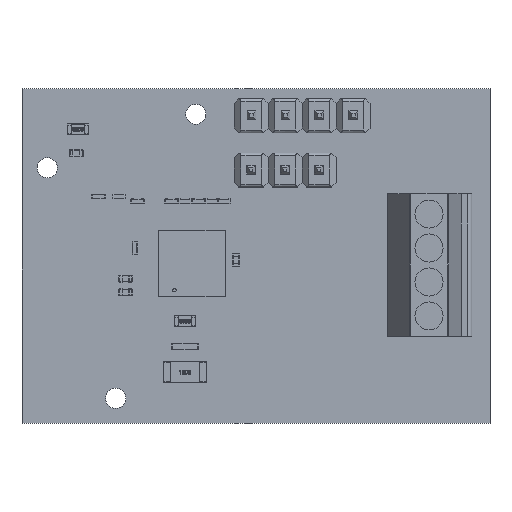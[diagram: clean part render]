
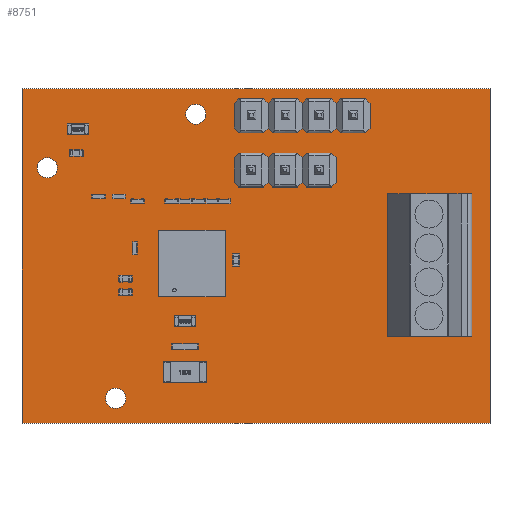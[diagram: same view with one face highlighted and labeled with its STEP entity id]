
A CAD part, top view. The second image highlights one B-rep face of the part: STEP entity #8751.
In plain terms, the highlighted planar face has unit normal (0, 0, 1).
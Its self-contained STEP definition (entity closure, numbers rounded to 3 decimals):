
#2646=CIRCLE($,#6997,0.75);
#2647=CIRCLE($,#6998,0.75);
#2650=CIRCLE($,#7003,0.75);
#2651=CIRCLE($,#7004,0.75);
#2654=CIRCLE($,#7009,0.75);
#2655=CIRCLE($,#7010,0.75);
#2658=CIRCLE($,#7015,0.508);
#2659=CIRCLE($,#7016,0.508);
#2662=CIRCLE($,#7021,0.508);
#2663=CIRCLE($,#7022,0.508);
#2666=CIRCLE($,#7027,0.508);
#2667=CIRCLE($,#7028,0.508);
#2670=CIRCLE($,#7033,0.508);
#2671=CIRCLE($,#7034,0.508);
#2674=CIRCLE($,#7039,0.55);
#2675=CIRCLE($,#7040,0.55);
#2678=CIRCLE($,#7045,0.55);
#2679=CIRCLE($,#7046,0.55);
#2682=CIRCLE($,#7051,0.55);
#2683=CIRCLE($,#7052,0.55);
#2686=CIRCLE($,#7057,0.55);
#2687=CIRCLE($,#7058,0.55);
#2690=CIRCLE($,#7063,0.457);
#2691=CIRCLE($,#7064,0.457);
#2694=CIRCLE($,#7069,0.457);
#2695=CIRCLE($,#7070,0.457);
#2698=CIRCLE($,#7075,0.457);
#2699=CIRCLE($,#7076,0.457);
#5125=FACE_OUTER_BOUND($,#6037,.F.);
#5131=FACE_OUTER_BOUND($,#6043,.T.);
#5135=FACE_OUTER_BOUND($,#6047,.T.);
#5139=FACE_OUTER_BOUND($,#6051,.T.);
#5143=FACE_OUTER_BOUND($,#6055,.T.);
#5147=FACE_OUTER_BOUND($,#6059,.T.);
#5151=FACE_OUTER_BOUND($,#6063,.T.);
#5155=FACE_OUTER_BOUND($,#6067,.T.);
#5159=FACE_OUTER_BOUND($,#6071,.T.);
#5163=FACE_OUTER_BOUND($,#6075,.T.);
#5167=FACE_OUTER_BOUND($,#6079,.T.);
#5171=FACE_OUTER_BOUND($,#6083,.T.);
#5175=FACE_OUTER_BOUND($,#6087,.T.);
#5179=FACE_OUTER_BOUND($,#6091,.T.);
#5183=FACE_OUTER_BOUND($,#6095,.T.);
#6037=EDGE_LOOP($,(#9635,#9636,#9637,#9638));
#6043=EDGE_LOOP($,(#9659,#9660));
#6047=EDGE_LOOP($,(#9671,#9672));
#6051=EDGE_LOOP($,(#9683,#9684));
#6055=EDGE_LOOP($,(#9695,#9696));
#6059=EDGE_LOOP($,(#9707,#9708));
#6063=EDGE_LOOP($,(#9719,#9720));
#6067=EDGE_LOOP($,(#9731,#9732));
#6071=EDGE_LOOP($,(#9743,#9744));
#6075=EDGE_LOOP($,(#9755,#9756));
#6079=EDGE_LOOP($,(#9767,#9768));
#6083=EDGE_LOOP($,(#9779,#9780));
#6087=EDGE_LOOP($,(#9791,#9792));
#6091=EDGE_LOOP($,(#9803,#9804));
#6095=EDGE_LOOP($,(#9815,#9816));
#6991=AXIS2_PLACEMENT_3D($,#24270,#20619,$);
#6997=AXIS2_PLACEMENT_3D($,#24282,#20619,$);
#6998=AXIS2_PLACEMENT_3D($,#24283,#20619,$);
#7003=AXIS2_PLACEMENT_3D($,#24294,#20619,$);
#7004=AXIS2_PLACEMENT_3D($,#24295,#20619,$);
#7009=AXIS2_PLACEMENT_3D($,#24306,#20619,$);
#7010=AXIS2_PLACEMENT_3D($,#24307,#20619,$);
#7015=AXIS2_PLACEMENT_3D($,#24318,#20619,$);
#7016=AXIS2_PLACEMENT_3D($,#24319,#20619,$);
#7021=AXIS2_PLACEMENT_3D($,#24330,#20619,$);
#7022=AXIS2_PLACEMENT_3D($,#24331,#20619,$);
#7027=AXIS2_PLACEMENT_3D($,#24342,#20619,$);
#7028=AXIS2_PLACEMENT_3D($,#24343,#20619,$);
#7033=AXIS2_PLACEMENT_3D($,#24354,#20619,$);
#7034=AXIS2_PLACEMENT_3D($,#24355,#20619,$);
#7039=AXIS2_PLACEMENT_3D($,#24366,#20619,$);
#7040=AXIS2_PLACEMENT_3D($,#24367,#20619,$);
#7045=AXIS2_PLACEMENT_3D($,#24378,#20619,$);
#7046=AXIS2_PLACEMENT_3D($,#24379,#20619,$);
#7051=AXIS2_PLACEMENT_3D($,#24390,#20619,$);
#7052=AXIS2_PLACEMENT_3D($,#24391,#20619,$);
#7057=AXIS2_PLACEMENT_3D($,#24402,#20619,$);
#7058=AXIS2_PLACEMENT_3D($,#24403,#20619,$);
#7063=AXIS2_PLACEMENT_3D($,#24414,#20619,$);
#7064=AXIS2_PLACEMENT_3D($,#24415,#20619,$);
#7069=AXIS2_PLACEMENT_3D($,#24426,#20619,$);
#7070=AXIS2_PLACEMENT_3D($,#24427,#20619,$);
#7075=AXIS2_PLACEMENT_3D($,#24438,#20619,$);
#7076=AXIS2_PLACEMENT_3D($,#24439,#20619,$);
#8162=PLANE($,#6991);
#8751=ADVANCED_FACE($,(#5125,#5131,#5135,#5139,#5143,#5147,#5151,#5155,
#5159,#5163,#5167,#5171,#5175,#5179,#5183),#8162,.T.);
#9635=ORIENTED_EDGE($,*,*,#13827,.T.);
#9636=ORIENTED_EDGE($,*,*,#13828,.T.);
#9637=ORIENTED_EDGE($,*,*,#13829,.T.);
#9638=ORIENTED_EDGE($,*,*,#13830,.T.);
#9659=ORIENTED_EDGE($,*,*,#13840,.T.);
#9660=ORIENTED_EDGE($,*,*,#13841,.T.);
#9671=ORIENTED_EDGE($,*,*,#13847,.T.);
#9672=ORIENTED_EDGE($,*,*,#13848,.T.);
#9683=ORIENTED_EDGE($,*,*,#13854,.T.);
#9684=ORIENTED_EDGE($,*,*,#13855,.T.);
#9695=ORIENTED_EDGE($,*,*,#13861,.T.);
#9696=ORIENTED_EDGE($,*,*,#13862,.T.);
#9707=ORIENTED_EDGE($,*,*,#13868,.T.);
#9708=ORIENTED_EDGE($,*,*,#13869,.T.);
#9719=ORIENTED_EDGE($,*,*,#13875,.T.);
#9720=ORIENTED_EDGE($,*,*,#13876,.T.);
#9731=ORIENTED_EDGE($,*,*,#13882,.T.);
#9732=ORIENTED_EDGE($,*,*,#13883,.T.);
#9743=ORIENTED_EDGE($,*,*,#13889,.T.);
#9744=ORIENTED_EDGE($,*,*,#13890,.T.);
#9755=ORIENTED_EDGE($,*,*,#13896,.T.);
#9756=ORIENTED_EDGE($,*,*,#13897,.T.);
#9767=ORIENTED_EDGE($,*,*,#13903,.T.);
#9768=ORIENTED_EDGE($,*,*,#13904,.T.);
#9779=ORIENTED_EDGE($,*,*,#13910,.T.);
#9780=ORIENTED_EDGE($,*,*,#13911,.T.);
#9791=ORIENTED_EDGE($,*,*,#13917,.T.);
#9792=ORIENTED_EDGE($,*,*,#13918,.T.);
#9803=ORIENTED_EDGE($,*,*,#13924,.T.);
#9804=ORIENTED_EDGE($,*,*,#13925,.T.);
#9815=ORIENTED_EDGE($,*,*,#13931,.T.);
#9816=ORIENTED_EDGE($,*,*,#13932,.T.);
#13827=EDGE_CURVE($,#19055,#19056,#17497,.T.);
#13828=EDGE_CURVE($,#19056,#19057,#17498,.T.);
#13829=EDGE_CURVE($,#19057,#19058,#17499,.T.);
#13830=EDGE_CURVE($,#19058,#19055,#17500,.T.);
#13840=EDGE_CURVE($,#19065,#19066,#2646,.F.);
#13841=EDGE_CURVE($,#19066,#19065,#2647,.F.);
#13847=EDGE_CURVE($,#19071,#19072,#2650,.F.);
#13848=EDGE_CURVE($,#19072,#19071,#2651,.F.);
#13854=EDGE_CURVE($,#19077,#19078,#2654,.F.);
#13855=EDGE_CURVE($,#19078,#19077,#2655,.F.);
#13861=EDGE_CURVE($,#19083,#19084,#2658,.F.);
#13862=EDGE_CURVE($,#19084,#19083,#2659,.F.);
#13868=EDGE_CURVE($,#19089,#19090,#2662,.F.);
#13869=EDGE_CURVE($,#19090,#19089,#2663,.F.);
#13875=EDGE_CURVE($,#19095,#19096,#2666,.F.);
#13876=EDGE_CURVE($,#19096,#19095,#2667,.F.);
#13882=EDGE_CURVE($,#19101,#19102,#2670,.F.);
#13883=EDGE_CURVE($,#19102,#19101,#2671,.F.);
#13889=EDGE_CURVE($,#19107,#19108,#2674,.F.);
#13890=EDGE_CURVE($,#19108,#19107,#2675,.F.);
#13896=EDGE_CURVE($,#19113,#19114,#2678,.F.);
#13897=EDGE_CURVE($,#19114,#19113,#2679,.F.);
#13903=EDGE_CURVE($,#19119,#19120,#2682,.F.);
#13904=EDGE_CURVE($,#19120,#19119,#2683,.F.);
#13910=EDGE_CURVE($,#19125,#19126,#2686,.F.);
#13911=EDGE_CURVE($,#19126,#19125,#2687,.F.);
#13917=EDGE_CURVE($,#19131,#19132,#2690,.F.);
#13918=EDGE_CURVE($,#19132,#19131,#2691,.F.);
#13924=EDGE_CURVE($,#19137,#19138,#2694,.F.);
#13925=EDGE_CURVE($,#19138,#19137,#2695,.F.);
#13931=EDGE_CURVE($,#19143,#19144,#2698,.F.);
#13932=EDGE_CURVE($,#19144,#19143,#2699,.F.);
#15939=VECTOR($,#20622,35.);
#15940=VECTOR($,#20623,25.);
#15941=VECTOR($,#20624,35.);
#15942=VECTOR($,#20625,25.);
#17497=LINE($,#24269,#15939);
#17498=LINE($,#24270,#15940);
#17499=LINE($,#24271,#15941);
#17500=LINE($,#24272,#15942);
#19055=VERTEX_POINT($,#24269);
#19056=VERTEX_POINT($,#24270);
#19057=VERTEX_POINT($,#24271);
#19058=VERTEX_POINT($,#24272);
#19065=VERTEX_POINT($,#24279);
#19066=VERTEX_POINT($,#24280);
#19071=VERTEX_POINT($,#24291);
#19072=VERTEX_POINT($,#24292);
#19077=VERTEX_POINT($,#24303);
#19078=VERTEX_POINT($,#24304);
#19083=VERTEX_POINT($,#24315);
#19084=VERTEX_POINT($,#24316);
#19089=VERTEX_POINT($,#24327);
#19090=VERTEX_POINT($,#24328);
#19095=VERTEX_POINT($,#24339);
#19096=VERTEX_POINT($,#24340);
#19101=VERTEX_POINT($,#24351);
#19102=VERTEX_POINT($,#24352);
#19107=VERTEX_POINT($,#24363);
#19108=VERTEX_POINT($,#24364);
#19113=VERTEX_POINT($,#24375);
#19114=VERTEX_POINT($,#24376);
#19119=VERTEX_POINT($,#24387);
#19120=VERTEX_POINT($,#24388);
#19125=VERTEX_POINT($,#24399);
#19126=VERTEX_POINT($,#24400);
#19131=VERTEX_POINT($,#24411);
#19132=VERTEX_POINT($,#24412);
#19137=VERTEX_POINT($,#24423);
#19138=VERTEX_POINT($,#24424);
#19143=VERTEX_POINT($,#24435);
#19144=VERTEX_POINT($,#24436);
#20619=DIRECTION($,(0.,0.,1.));
#20622=DIRECTION($,(-1.,0.,0.));
#20623=DIRECTION($,(0.,1.,0.));
#20624=DIRECTION($,(1.,0.,0.));
#20625=DIRECTION($,(0.,-1.,0.));
#24269=CARTESIAN_POINT('',(35.,0.,0.));
#24270=CARTESIAN_POINT('',(0.,0.,0.));
#24271=CARTESIAN_POINT('',(0.,25.,0.));
#24272=CARTESIAN_POINT('',(35.,25.,0.));
#24279=CARTESIAN_POINT('',(7.75,1.85,0.));
#24280=CARTESIAN_POINT('',(6.25,1.85,0.));
#24282=CARTESIAN_POINT('',(7.,1.85,0.));
#24283=CARTESIAN_POINT('',(7.,1.85,0.));
#24291=CARTESIAN_POINT('',(13.75,23.1,0.));
#24292=CARTESIAN_POINT('',(12.25,23.1,0.));
#24294=CARTESIAN_POINT('',(13.,23.1,0.));
#24295=CARTESIAN_POINT('',(13.,23.1,0.));
#24303=CARTESIAN_POINT('',(2.65,19.1,0.));
#24304=CARTESIAN_POINT('',(1.15,19.1,0.));
#24306=CARTESIAN_POINT('',(1.9,19.1,0.));
#24307=CARTESIAN_POINT('',(1.9,19.1,0.));
#24315=CARTESIAN_POINT('',(17.653,22.987,0.));
#24316=CARTESIAN_POINT('',(16.637,22.987,0.));
#24318=CARTESIAN_POINT('',(17.145,22.987,0.));
#24319=CARTESIAN_POINT('',(17.145,22.987,0.));
#24327=CARTESIAN_POINT('',(20.193,22.987,0.));
#24328=CARTESIAN_POINT('',(19.177,22.987,0.));
#24330=CARTESIAN_POINT('',(19.685,22.987,0.));
#24331=CARTESIAN_POINT('',(19.685,22.987,0.));
#24339=CARTESIAN_POINT('',(22.733,22.987,0.));
#24340=CARTESIAN_POINT('',(21.717,22.987,0.));
#24342=CARTESIAN_POINT('',(22.225,22.987,0.));
#24343=CARTESIAN_POINT('',(22.225,22.987,0.));
#24351=CARTESIAN_POINT('',(25.273,22.987,0.));
#24352=CARTESIAN_POINT('',(24.257,22.987,0.));
#24354=CARTESIAN_POINT('',(24.765,22.987,0.));
#24355=CARTESIAN_POINT('',(24.765,22.987,0.));
#24363=CARTESIAN_POINT('',(31.03,8.001,0.));
#24364=CARTESIAN_POINT('',(29.93,8.001,0.));
#24366=CARTESIAN_POINT('',(30.48,8.001,0.));
#24367=CARTESIAN_POINT('',(30.48,8.001,0.));
#24375=CARTESIAN_POINT('',(31.03,10.541,0.));
#24376=CARTESIAN_POINT('',(29.93,10.541,0.));
#24378=CARTESIAN_POINT('',(30.48,10.541,0.));
#24379=CARTESIAN_POINT('',(30.48,10.541,0.));
#24387=CARTESIAN_POINT('',(31.03,13.081,0.));
#24388=CARTESIAN_POINT('',(29.93,13.081,0.));
#24390=CARTESIAN_POINT('',(30.48,13.081,0.));
#24391=CARTESIAN_POINT('',(30.48,13.081,0.));
#24399=CARTESIAN_POINT('',(31.03,15.621,0.));
#24400=CARTESIAN_POINT('',(29.93,15.621,0.));
#24402=CARTESIAN_POINT('',(30.48,15.621,0.));
#24403=CARTESIAN_POINT('',(30.48,15.621,0.));
#24411=CARTESIAN_POINT('',(17.602,18.923,0.));
#24412=CARTESIAN_POINT('',(16.688,18.923,0.));
#24414=CARTESIAN_POINT('',(17.145,18.923,0.));
#24415=CARTESIAN_POINT('',(17.145,18.923,0.));
#24423=CARTESIAN_POINT('',(20.142,18.923,0.));
#24424=CARTESIAN_POINT('',(19.228,18.923,0.));
#24426=CARTESIAN_POINT('',(19.685,18.923,0.));
#24427=CARTESIAN_POINT('',(19.685,18.923,0.));
#24435=CARTESIAN_POINT('',(22.682,18.923,0.));
#24436=CARTESIAN_POINT('',(21.768,18.923,0.));
#24438=CARTESIAN_POINT('',(22.225,18.923,0.));
#24439=CARTESIAN_POINT('',(22.225,18.923,0.));
